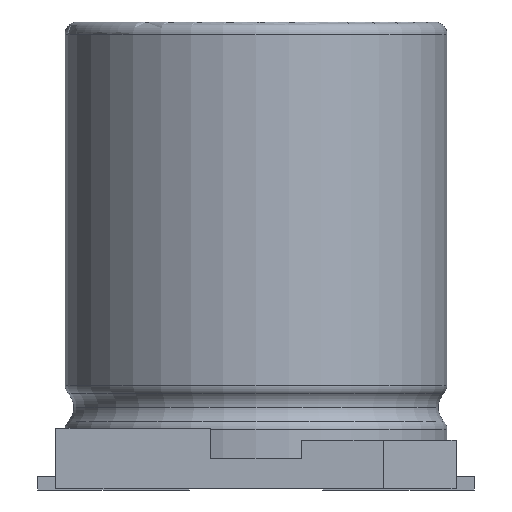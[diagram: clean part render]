
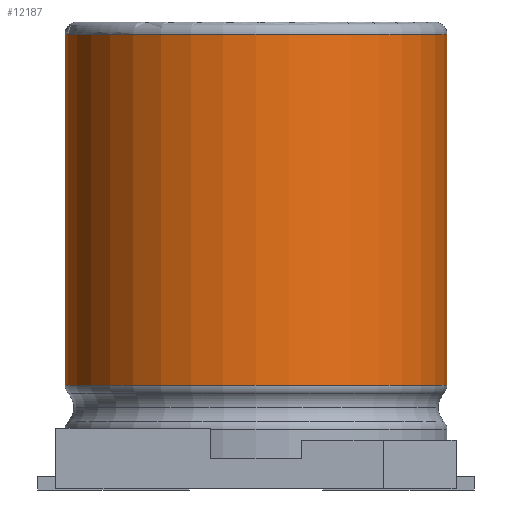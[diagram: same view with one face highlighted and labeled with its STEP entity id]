
A CAD part, front view. The second image highlights one B-rep face of the part: STEP entity #12187.
In plain terms, the highlighted cylindrical face has radius 3.15 mm (diameter 6.3 mm), a partial arc.
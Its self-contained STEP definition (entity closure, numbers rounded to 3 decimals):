
#70 = ORIENTED_EDGE ( 'NONE', *, *, #5746, .T. ) ;
#105 = ORIENTED_EDGE ( 'NONE', *, *, #1983, .T. ) ;
#233 = FACE_OUTER_BOUND ( 'NONE', #628, .T. ) ;
#628 = EDGE_LOOP ( 'NONE', ( #12763, #70, #105, #6947 ) ) ;
#1034 = EDGE_CURVE ( 'NONE', #10288, #12451, #4729, .T. ) ;
#1137 = AXIS2_PLACEMENT_3D ( 'NONE', #7210, #11437, #1914 ) ;
#1914 = DIRECTION ( 'NONE',  ( 1., 0., 0. ) ) ;
#1983 = EDGE_CURVE ( 'NONE', #8740, #2181, #12405, .T. ) ;
#2181 = VERTEX_POINT ( 'NONE', #5748 ) ;
#2251 = DIRECTION ( 'NONE',  ( 0., 0., -1. ) ) ;
#2451 = VECTOR ( 'NONE', #2251, 1000. ) ;
#2480 = CARTESIAN_POINT ( 'NONE',  ( 0., 0., 24.31 ) ) ;
#3042 = CIRCLE ( 'NONE', #13685, 3.15 ) ;
#3143 = CIRCLE ( 'NONE', #1137, 3.15 ) ;
#4729 = LINE ( 'NONE', #10867, #2451 ) ;
#4937 = CARTESIAN_POINT ( 'NONE',  ( 0., 0., 1.707 ) ) ;
#5746 = EDGE_CURVE ( 'NONE', #10288, #8740, #3143, .T. ) ;
#5748 = CARTESIAN_POINT ( 'NONE',  ( -3.15, 0., 1.707 ) ) ;
#5883 = DIRECTION ( 'NONE',  ( -1., 0., 0. ) ) ;
#6663 = DIRECTION ( 'NONE',  ( -1., 0., 0. ) ) ;
#6710 = CARTESIAN_POINT ( 'NONE',  ( 3.15, 0., 1.707 ) ) ;
#6863 = DIRECTION ( 'NONE',  ( 0., 0., -1. ) ) ;
#6947 = ORIENTED_EDGE ( 'NONE', *, *, #11087, .T. ) ;
#7210 = CARTESIAN_POINT ( 'NONE',  ( 0., 0., 7.5 ) ) ;
#7273 = AXIS2_PLACEMENT_3D ( 'NONE', #2480, #6863, #6663 ) ;
#7824 = CYLINDRICAL_SURFACE ( 'NONE', #7273, 3.15 ) ;
#8090 = CARTESIAN_POINT ( 'NONE',  ( -3.15, 0., 24.31 ) ) ;
#8740 = VERTEX_POINT ( 'NONE', #12846 ) ;
#9258 = DIRECTION ( 'NONE',  ( 0., 0., -1. ) ) ;
#9458 = VECTOR ( 'NONE', #9258, 1000. ) ;
#10288 = VERTEX_POINT ( 'NONE', #10871 ) ;
#10867 = CARTESIAN_POINT ( 'NONE',  ( 3.15, 0., 24.31 ) ) ;
#10871 = CARTESIAN_POINT ( 'NONE',  ( 3.15, 0., 7.5 ) ) ;
#11087 = EDGE_CURVE ( 'NONE', #2181, #12451, #3042, .T. ) ;
#11150 = DIRECTION ( 'NONE',  ( 0., 0., 1. ) ) ;
#11437 = DIRECTION ( 'NONE',  ( 0., 0., -1. ) ) ;
#12187 = ADVANCED_FACE ( 'NONE', ( #233 ), #7824, .T. ) ;
#12405 = LINE ( 'NONE', #8090, #9458 ) ;
#12451 = VERTEX_POINT ( 'NONE', #6710 ) ;
#12763 = ORIENTED_EDGE ( 'NONE', *, *, #1034, .F. ) ;
#12846 = CARTESIAN_POINT ( 'NONE',  ( -3.15, 0., 7.5 ) ) ;
#13685 = AXIS2_PLACEMENT_3D ( 'NONE', #4937, #11150, #5883 ) ;
